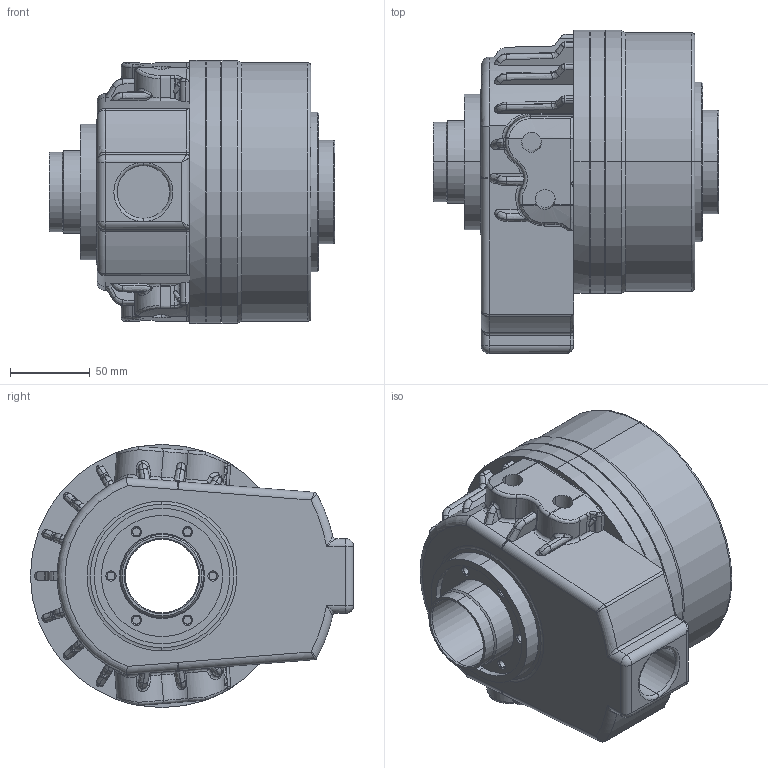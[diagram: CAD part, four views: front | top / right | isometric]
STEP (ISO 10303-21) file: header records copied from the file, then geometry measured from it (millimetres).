
FILE_DESCRIPTION (( 'STEP AP214' ), '1' );
FILE_NAME ('TR-646.STEP', '2023-02-21T09:56:18', ( '' ), ( '' ), 'SwSTEP 2.0', 'SolidWorks 2021', '' );
FILE_SCHEMA (( 'AUTOMOTIVE_DESIGN' ));
Length unit declared in the file: millimetre
Products named in the file (2): TR-646; 3
Assembly tree (1 placements, depth 2):
  TR-646
    3
Bounding box: 179 x 202.65 x 165 mm (x, y, z)
Volume: 2401887.5 mm3; surface area: 309983.4 mm2
Topology: 3 solids, 4 shells, 912 faces, 2189 edges, 1325 vertices
Faces by surface type: cylinder 364, plane 180, bspline 164, cone 125, torus 69, sphere 10
Entity records: 41114 total; most frequent: CARTESIAN_POINT 16629, ORIENTED_EDGE 4260, DIRECTION 3832, EDGE_CURVE 2130, AXIS2_PLACEMENT_3D 1598, VERTEX_POINT 1324, EDGE_LOOP 1042, ADVANCED_FACE 912
